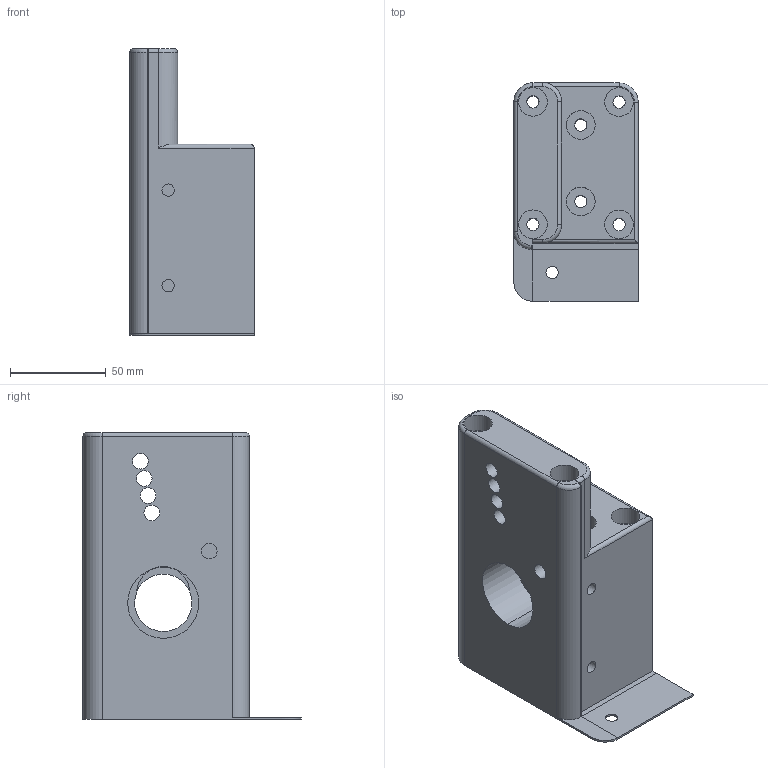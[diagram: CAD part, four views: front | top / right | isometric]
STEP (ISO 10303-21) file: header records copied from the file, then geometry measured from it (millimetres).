
FILE_DESCRIPTION(('FreeCAD Model'),'2;1');
FILE_NAME('Open CASCADE Shape Model','2025-04-29T08:07:46',('Author'),( ''),'Open CASCADE STEP processor 7.8','FreeCAD','Unknown');
FILE_SCHEMA(('AUTOMOTIVE_DESIGN { 1 0 10303 214 1 1 1 1 }'));
Length unit declared in the file: millimetre
Products named in the file (1): Fillet
Bounding box: 65 x 114 x 150 mm (x, y, z)
Volume: 513013 mm3; surface area: 82228.3 mm2
Topology: 1 solids, 1 shells, 119 faces, 290 edges, 186 vertices
Faces by surface type: plane 71, cylinder 43, torus 5
Full cylindrical faces by diameter (mm): 6.4 x9, 8.2 x5, 15 x6, 30 x1
Entity records: 3646 total; most frequent: CARTESIAN_POINT 688, DIRECTION 628, ORIENTED_EDGE 580, EDGE_CURVE 290, AXIS2_PLACEMENT_3D 220, LINE 188, VECTOR 188, VERTEX_POINT 186
